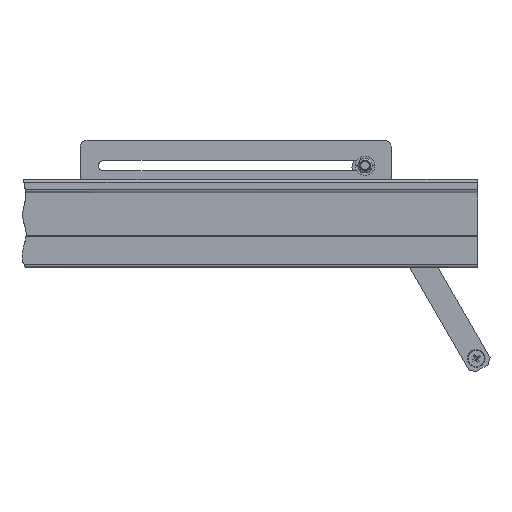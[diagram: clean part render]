
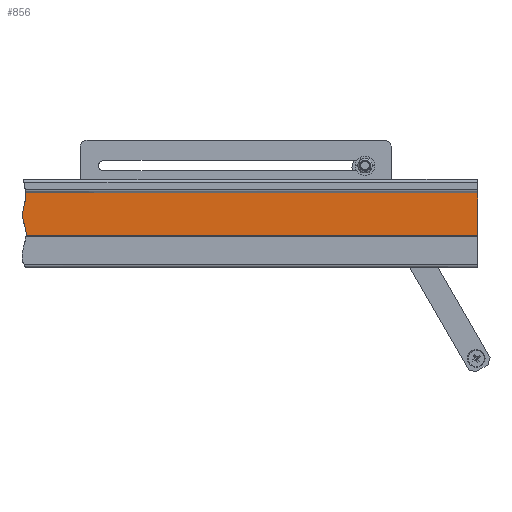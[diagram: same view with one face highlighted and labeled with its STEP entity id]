
A CAD part, top view. The second image highlights one B-rep face of the part: STEP entity #856.
In plain terms, the highlighted planar face has unit normal (0, 0, 1).
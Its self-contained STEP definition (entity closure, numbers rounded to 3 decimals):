
#856 = ADVANCED_FACE ( 'NONE', ( #7391 ), #7392, .T. ) ;
#2304 = AXIS2_PLACEMENT_3D ( 'NONE', #7383, #7394, #7395 ) ;
#3192 = EDGE_CURVE ( 'NONE', #3832, #3833, #15937, .T. ) ;
#3197 = EDGE_CURVE ( 'NONE', #3837, #3826, #15951, .T. ) ;
#3249 = EDGE_CURVE ( 'NONE', #3833, #3837, #16488, .T. ) ;
#3252 = EDGE_CURVE ( 'NONE', #3826, #3832, #19348, .T. ) ;
#3826 = VERTEX_POINT ( 'NONE', #17268 ) ;
#3832 = VERTEX_POINT ( 'NONE', #17274 ) ;
#3833 = VERTEX_POINT ( 'NONE', #17275 ) ;
#3837 = VERTEX_POINT ( 'NONE', #17279 ) ;
#4864 = EDGE_LOOP ( 'NONE', ( #16383, #16384, #16385, #16386 ) ) ;
#7383 = CARTESIAN_POINT ( 'NONE',  ( 150., 17.5, 32. ) ) ;
#7391 = FACE_OUTER_BOUND ( 'NONE', #4864, .T. ) ;
#7392 = PLANE ( 'NONE',  #2304 ) ;
#7394 = DIRECTION ( 'NONE',  ( 0., 0., 1. ) ) ;
#7395 = DIRECTION ( 'NONE',  ( 0., -1., 0. ) ) ;
#13750 = VECTOR ( 'NONE', #15939, 1000. ) ;
#13756 = VECTOR ( 'NONE', #15953, 1000. ) ;
#13814 = VECTOR ( 'NONE', #16491, 1000. ) ;
#15937 = LINE ( 'NONE', #15938, #13750 ) ;
#15938 = CARTESIAN_POINT ( 'NONE',  ( -150., 17.4, 32. ) ) ;
#15939 = DIRECTION ( 'NONE',  ( 1., 0., 0. ) ) ;
#15951 = LINE ( 'NONE', #15952, #13756 ) ;
#15952 = CARTESIAN_POINT ( 'NONE',  ( -150., -7., 32. ) ) ;
#15953 = DIRECTION ( 'NONE',  ( -1., 0., 0. ) ) ;
#16383 = ORIENTED_EDGE ( 'NONE', *, *, #3252, .F. ) ;
#16384 = ORIENTED_EDGE ( 'NONE', *, *, #3197, .F. ) ;
#16385 = ORIENTED_EDGE ( 'NONE', *, *, #3249, .F. ) ;
#16386 = ORIENTED_EDGE ( 'NONE', *, *, #3192, .F. ) ;
#16488 = LINE ( 'NONE', #16490, #13814 ) ;
#16490 = CARTESIAN_POINT ( 'NONE',  ( 150., -7., 32. ) ) ;
#16491 = DIRECTION ( 'NONE',  ( 0., -1., 0. ) ) ;
#16494 = CARTESIAN_POINT ( 'NONE',  ( -106.762, -7., 32. ) ) ;
#16496 = CARTESIAN_POINT ( 'NONE',  ( -106.704, -6.348, 32. ) ) ;
#16504 = CARTESIAN_POINT ( 'NONE',  ( -106.629, -2.591, 32. ) ) ;
#16505 = CARTESIAN_POINT ( 'NONE',  ( -110.244, 4.222, 32. ) ) ;
#16506 = CARTESIAN_POINT ( 'NONE',  ( -106.987, 11.676, 32. ) ) ;
#16507 = CARTESIAN_POINT ( 'NONE',  ( -106.921, 16.125, 32. ) ) ;
#16508 = CARTESIAN_POINT ( 'NONE',  ( -107.006, 17.4, 32. ) ) ;
#17268 = CARTESIAN_POINT ( 'NONE',  ( -106.762, -7., 32. ) ) ;
#17274 = CARTESIAN_POINT ( 'NONE',  ( -107.006, 17.4, 32. ) ) ;
#17275 = CARTESIAN_POINT ( 'NONE',  ( 150., 17.4, 32. ) ) ;
#17279 = CARTESIAN_POINT ( 'NONE',  ( 150., -7., 32. ) ) ;
#19348 = B_SPLINE_CURVE_WITH_KNOTS ( 'NONE', 3,
 ( #16494, #16496, #16504, #16505, #16506, #16507, #16508 ),
 .UNSPECIFIED., .F., .F.,
 ( 4, 1, 1, 1, 4 ),
 ( 0.361, 0.4, 0.587, 0.773, 0.848 ),
 .UNSPECIFIED. ) ;
